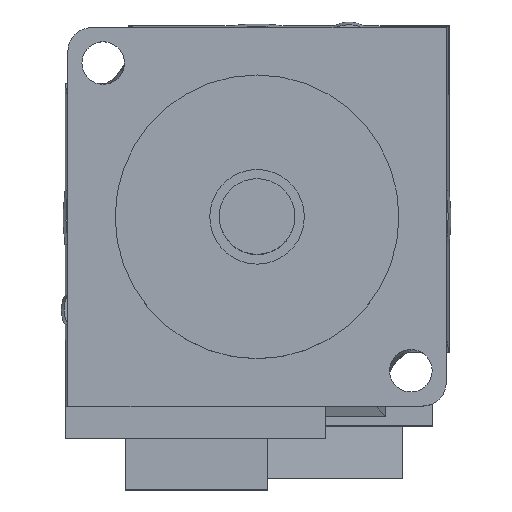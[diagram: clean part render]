
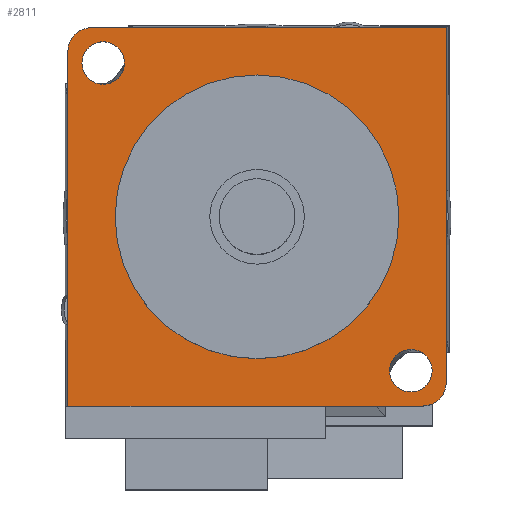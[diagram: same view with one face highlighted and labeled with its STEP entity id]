
A CAD part, top view. The second image highlights one B-rep face of the part: STEP entity #2811.
In plain terms, the highlighted planar face has unit normal (0, 0, 1).
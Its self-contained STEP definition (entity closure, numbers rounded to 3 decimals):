
#61=CARTESIAN_POINT('',(-17.5,17.5,0.));
#62=DIRECTION('',(0.,0.,-1.));
#63=DIRECTION('',(-1.,0.,0.));
#64=AXIS2_PLACEMENT_3D('',#61,#62,#63);
#66=CARTESIAN_POINT('',(17.5,-17.5,0.));
#67=DIRECTION('',(0.,0.,-1.));
#68=DIRECTION('',(1.,0.,0.));
#69=AXIS2_PLACEMENT_3D('',#66,#67,#68);
#71=CARTESIAN_POINT('',(16.263,-16.263,0.));
#72=DIRECTION('',(0.,0.,1.));
#73=DIRECTION('',(1.,0.,0.));
#74=AXIS2_PLACEMENT_3D('',#71,#72,#73);
#76=CARTESIAN_POINT('',(16.263,-16.263,0.));
#77=DIRECTION('',(0.,0.,1.));
#78=DIRECTION('',(-1.,0.,0.));
#79=AXIS2_PLACEMENT_3D('',#76,#77,#78);
#81=CARTESIAN_POINT('',(0.,0.,0.));
#82=DIRECTION('',(0.,0.,1.));
#83=DIRECTION('',(-1.,0.,0.));
#84=AXIS2_PLACEMENT_3D('',#81,#82,#83);
#86=CARTESIAN_POINT('',(0.,0.,0.));
#87=DIRECTION('',(0.,0.,1.));
#88=DIRECTION('',(1.,0.,0.));
#89=AXIS2_PLACEMENT_3D('',#86,#87,#88);
#91=CARTESIAN_POINT('',(-16.263,16.263,0.));
#92=DIRECTION('',(0.,0.,1.));
#93=DIRECTION('',(1.,0.,0.));
#94=AXIS2_PLACEMENT_3D('',#91,#92,#93);
#96=CARTESIAN_POINT('',(-16.263,16.263,0.));
#97=DIRECTION('',(0.,0.,1.));
#98=DIRECTION('',(-1.,0.,0.));
#99=AXIS2_PLACEMENT_3D('',#96,#97,#98);
#113=DIRECTION('',(-1.,0.,0.));
#114=VECTOR('',#113,37.5);
#115=CARTESIAN_POINT('',(20.,20.,0.));
#116=LINE('',#115,#114);
#708=DIRECTION('',(0.,-1.,0.));
#709=VECTOR('',#708,37.5);
#710=CARTESIAN_POINT('',(-20.,17.5,0.));
#711=LINE('',#710,#709);
#825=DIRECTION('',(1.,0.,0.));
#826=VECTOR('',#825,37.5);
#827=CARTESIAN_POINT('',(-20.,-20.,0.));
#828=LINE('',#827,#826);
#1689=DIRECTION('',(0.,1.,0.));
#1690=VECTOR('',#1689,37.5);
#1691=CARTESIAN_POINT('',(20.,-17.5,0.));
#1692=LINE('',#1691,#1690);
#2144=CARTESIAN_POINT('',(14.013,-16.263,0.));
#2145=VERTEX_POINT('',#2144);
#2146=CARTESIAN_POINT('',(18.513,-16.263,0.));
#2147=VERTEX_POINT('',#2146);
#2148=CARTESIAN_POINT('',(-15.,0.,0.));
#2149=CARTESIAN_POINT('',(15.,0.,0.));
#2150=VERTEX_POINT('',#2148);
#2151=VERTEX_POINT('',#2149);
#2152=CARTESIAN_POINT('',(-14.013,16.263,0.));
#2153=CARTESIAN_POINT('',(-18.513,16.263,0.));
#2154=VERTEX_POINT('',#2152);
#2155=VERTEX_POINT('',#2153);
#2156=CARTESIAN_POINT('',(-20.,17.5,0.));
#2157=CARTESIAN_POINT('',(-17.5,20.,0.));
#2158=VERTEX_POINT('',#2156);
#2159=VERTEX_POINT('',#2157);
#2160=CARTESIAN_POINT('',(20.,-17.5,0.));
#2161=CARTESIAN_POINT('',(17.5,-20.,0.));
#2162=VERTEX_POINT('',#2160);
#2163=VERTEX_POINT('',#2161);
#2168=CARTESIAN_POINT('',(20.,20.,0.));
#2169=VERTEX_POINT('',#2168);
#2170=CARTESIAN_POINT('',(-20.,-20.,0.));
#2171=VERTEX_POINT('',#2170);
#2775=CARTESIAN_POINT('',(0.,0.,0.));
#2776=DIRECTION('',(0.,0.,1.));
#2777=DIRECTION('',(1.,0.,0.));
#2778=AXIS2_PLACEMENT_3D('',#2775,#2776,#2777);
#2779=PLANE('',#2778);
#2781=ORIENTED_EDGE('',*,*,#2780,.T.);
#2783=ORIENTED_EDGE('',*,*,#2782,.F.);
#2785=ORIENTED_EDGE('',*,*,#2784,.F.);
#2787=ORIENTED_EDGE('',*,*,#2786,.T.);
#2789=ORIENTED_EDGE('',*,*,#2788,.F.);
#2791=ORIENTED_EDGE('',*,*,#2790,.F.);
#2792=EDGE_LOOP('',(#2781,#2783,#2785,#2787,#2789,#2791));
#2793=FACE_OUTER_BOUND('',#2792,.F.);
#2794=ORIENTED_EDGE('',*,*,#2765,.T.);
#2796=ORIENTED_EDGE('',*,*,#2795,.T.);
#2797=EDGE_LOOP('',(#2794,#2796));
#2798=FACE_BOUND('',#2797,.F.);
#2800=ORIENTED_EDGE('',*,*,#2799,.T.);
#2802=ORIENTED_EDGE('',*,*,#2801,.T.);
#2803=EDGE_LOOP('',(#2800,#2802));
#2804=FACE_BOUND('',#2803,.F.);
#2806=ORIENTED_EDGE('',*,*,#2805,.T.);
#2808=ORIENTED_EDGE('',*,*,#2807,.T.);
#2809=EDGE_LOOP('',(#2806,#2808));
#2810=FACE_BOUND('',#2809,.F.);
#2811=ADVANCED_FACE('',(#2793,#2798,#2804,#2810),#2779,.T.);
#65=CIRCLE('',#64,2.5);
#70=CIRCLE('',#69,2.5);
#75=CIRCLE('',#74,2.25);
#80=CIRCLE('',#79,2.25);
#85=CIRCLE('',#84,15.);
#90=CIRCLE('',#89,15.);
#95=CIRCLE('',#94,2.25);
#100=CIRCLE('',#99,2.25);
#2765=EDGE_CURVE('',#2147,#2145,#75,.T.);
#2780=EDGE_CURVE('',#2158,#2159,#65,.T.);
#2782=EDGE_CURVE('',#2169,#2159,#116,.T.);
#2784=EDGE_CURVE('',#2162,#2169,#1692,.T.);
#2786=EDGE_CURVE('',#2162,#2163,#70,.T.);
#2788=EDGE_CURVE('',#2171,#2163,#828,.T.);
#2790=EDGE_CURVE('',#2158,#2171,#711,.T.);
#2795=EDGE_CURVE('',#2145,#2147,#80,.T.);
#2799=EDGE_CURVE('',#2150,#2151,#85,.T.);
#2801=EDGE_CURVE('',#2151,#2150,#90,.T.);
#2805=EDGE_CURVE('',#2154,#2155,#95,.T.);
#2807=EDGE_CURVE('',#2155,#2154,#100,.T.);
